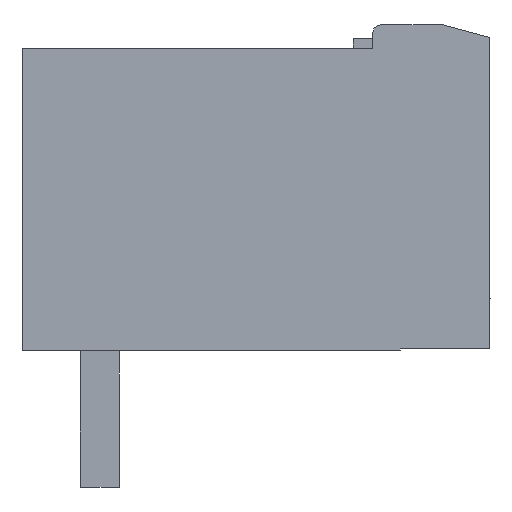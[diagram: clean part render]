
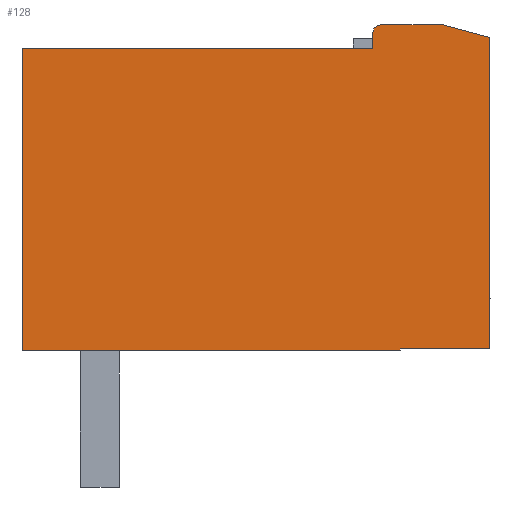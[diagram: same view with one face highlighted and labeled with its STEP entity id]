
A CAD part, left-side view. The second image highlights one B-rep face of the part: STEP entity #128.
In plain terms, the highlighted planar face has unit normal (-1, 0, 0).
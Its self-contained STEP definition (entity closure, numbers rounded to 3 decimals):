
#128=ADVANCED_FACE('',(#372),#3829,.T.);
#372=FACE_OUTER_BOUND('',#616,.T.);
#616=EDGE_LOOP('',(#876,#877,#878,#879,#880,#881,#882,#883,#884,#885));
#876=ORIENTED_EDGE('',*,*,#2127,.F.);
#877=ORIENTED_EDGE('',*,*,#2126,.F.);
#878=ORIENTED_EDGE('',*,*,#2125,.F.);
#879=ORIENTED_EDGE('',*,*,#2124,.F.);
#880=ORIENTED_EDGE('',*,*,#2123,.F.);
#881=ORIENTED_EDGE('',*,*,#2122,.F.);
#882=ORIENTED_EDGE('',*,*,#2479,.F.);
#883=ORIENTED_EDGE('',*,*,#2121,.F.);
#884=ORIENTED_EDGE('',*,*,#2631,.F.);
#885=ORIENTED_EDGE('',*,*,#2120,.F.);
#2120=EDGE_CURVE('',#3364,#3365,#2836,.T.);
#2121=EDGE_CURVE('',#3366,#3367,#2837,.T.);
#2122=EDGE_CURVE('',#3368,#3369,#2838,.T.);
#2123=EDGE_CURVE('',#3369,#3370,#2839,.T.);
#2124=EDGE_CURVE('',#3370,#3371,#2840,.T.);
#2125=EDGE_CURVE('',#3371,#3372,#2841,.T.);
#2126=EDGE_CURVE('',#3372,#3373,#2842,.T.);
#2127=EDGE_CURVE('',#3373,#3364,#2843,.T.);
#2479=EDGE_CURVE('',#3367,#3368,#3162,.T.);
#2631=EDGE_CURVE('',#3365,#3366,#2826,.T.);
#2826=(
BOUNDED_CURVE()
B_SPLINE_CURVE(2,(#7128,#7129,#7130),.UNSPECIFIED.,.F.,.F.)
B_SPLINE_CURVE_WITH_KNOTS((3,3),(-0.314,0.),.UNSPECIFIED.)
CURVE()
GEOMETRIC_REPRESENTATION_ITEM()
RATIONAL_B_SPLINE_CURVE((1.,0.707,1.))
REPRESENTATION_ITEM('')
);
#2836=B_SPLINE_CURVE_WITH_KNOTS('',1,(#5870,#5871),.UNSPECIFIED.,.F.,.F.,
(2,2),(0.,0.4),.UNSPECIFIED.);
#2837=B_SPLINE_CURVE_WITH_KNOTS('',1,(#5872,#5873),.UNSPECIFIED.,.F.,.F.,
(2,2),(0.,1.6),.UNSPECIFIED.);
#2838=B_SPLINE_CURVE_WITH_KNOTS('',1,(#5874,#5875),.UNSPECIFIED.,.F.,.F.,
(2,2),(0.,7.978),.UNSPECIFIED.);
#2839=B_SPLINE_CURVE_WITH_KNOTS('',1,(#5876,#5877),.UNSPECIFIED.,.F.,.F.,
(2,2),(0.,2.3),.UNSPECIFIED.);
#2840=B_SPLINE_CURVE_WITH_KNOTS('',1,(#5878,#5879),.UNSPECIFIED.,.F.,.F.,
(2,2),(0.,0.05),.UNSPECIFIED.);
#2841=B_SPLINE_CURVE_WITH_KNOTS('',1,(#5880,#5881),.UNSPECIFIED.,.F.,.F.,
(2,2),(0.,9.7),.UNSPECIFIED.);
#2842=B_SPLINE_CURVE_WITH_KNOTS('',1,(#5882,#5883),.UNSPECIFIED.,.F.,.F.,
(2,2),(0.,7.75),.UNSPECIFIED.);
#2843=B_SPLINE_CURVE_WITH_KNOTS('',1,(#5884,#5885),.UNSPECIFIED.,.F.,.F.,
(2,2),(0.,9.),.UNSPECIFIED.);
#3162=B_SPLINE_CURVE_WITH_KNOTS('',1,(#6685,#6686),.UNSPECIFIED.,.F.,.F.,
(2,2),(-1.242,0.),.UNSPECIFIED.);
#3364=VERTEX_POINT('',#5530);
#3365=VERTEX_POINT('',#5531);
#3366=VERTEX_POINT('',#5532);
#3367=VERTEX_POINT('',#5533);
#3368=VERTEX_POINT('',#5534);
#3369=VERTEX_POINT('',#5535);
#3370=VERTEX_POINT('',#5536);
#3371=VERTEX_POINT('',#5537);
#3372=VERTEX_POINT('',#5538);
#3373=VERTEX_POINT('',#5539);
#3829=PLANE('',#4040);
#4040=AXIS2_PLACEMENT_3D('',#4494,#4267,$);
#4267=DIRECTION('',(-1.,0.,0.));
#4494=CARTESIAN_POINT('',(-15.,-11.241,-0.876));
#5530=CARTESIAN_POINT('',(-15.,-7.,7.75));
#5531=CARTESIAN_POINT('',(-15.,-7.,8.15));
#5532=CARTESIAN_POINT('',(-15.,-7.2,8.35));
#5533=CARTESIAN_POINT('',(-15.,-8.8,8.35));
#5534=CARTESIAN_POINT('',(-15.,-10.,8.028));
#5535=CARTESIAN_POINT('',(-15.,-10.,0.05));
#5536=CARTESIAN_POINT('',(-15.,-7.7,0.05));
#5537=CARTESIAN_POINT('',(-15.,-7.7,0.));
#5538=CARTESIAN_POINT('',(-15.,2.,0.));
#5539=CARTESIAN_POINT('',(-15.,2.,7.75));
#5870=CARTESIAN_POINT('',(-15.,-7.,7.75));
#5871=CARTESIAN_POINT('',(-15.,-7.,8.15));
#5872=CARTESIAN_POINT('',(-15.,-7.2,8.35));
#5873=CARTESIAN_POINT('',(-15.,-8.8,8.35));
#5874=CARTESIAN_POINT('',(-15.,-10.,8.028));
#5875=CARTESIAN_POINT('',(-15.,-10.,0.05));
#5876=CARTESIAN_POINT('',(-15.,-10.,0.05));
#5877=CARTESIAN_POINT('',(-15.,-7.7,0.05));
#5878=CARTESIAN_POINT('',(-15.,-7.7,0.05));
#5879=CARTESIAN_POINT('',(-15.,-7.7,0.));
#5880=CARTESIAN_POINT('',(-15.,-7.7,0.));
#5881=CARTESIAN_POINT('',(-15.,2.,0.));
#5882=CARTESIAN_POINT('',(-15.,2.,0.));
#5883=CARTESIAN_POINT('',(-15.,2.,7.75));
#5884=CARTESIAN_POINT('',(-15.,2.,7.75));
#5885=CARTESIAN_POINT('',(-15.,-7.,7.75));
#6685=CARTESIAN_POINT('',(-15.,-8.8,8.35));
#6686=CARTESIAN_POINT('',(-15.,-10.,8.028));
#7128=CARTESIAN_POINT('',(-15.,-7.,8.15));
#7129=CARTESIAN_POINT('',(-15.,-7.,8.35));
#7130=CARTESIAN_POINT('',(-15.,-7.2,8.35));
